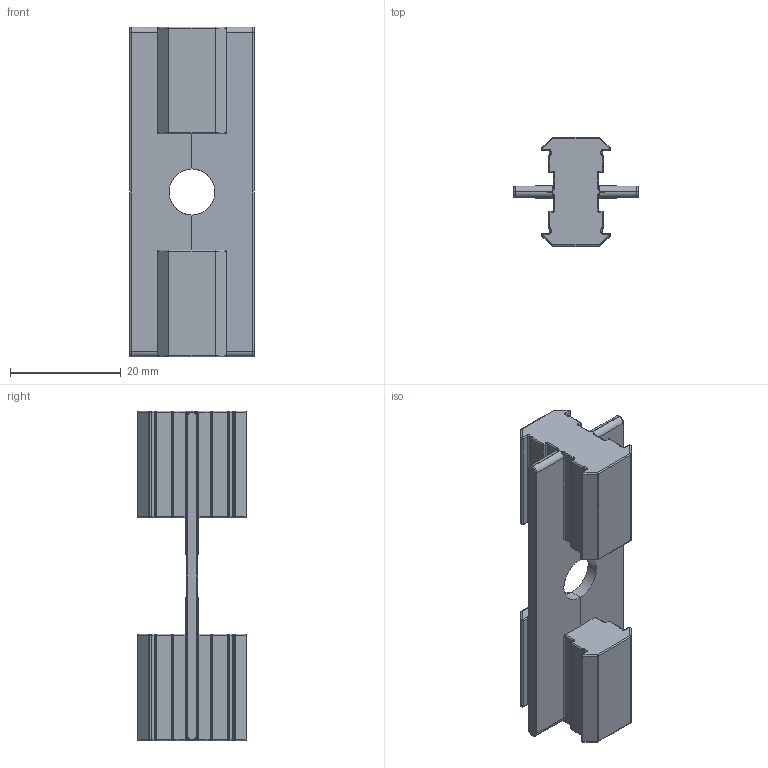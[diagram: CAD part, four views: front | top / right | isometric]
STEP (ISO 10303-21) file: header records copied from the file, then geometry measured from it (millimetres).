
FILE_DESCRIPTION (( 'STEP AP203' ), '1' );
FILE_NAME ('405513517_c_1.STEP', '2022-10-07T14:53:42', ( '' ), ( '' ), 'SwSTEP 2.0', 'SolidWorks 2014', '' );
FILE_SCHEMA (( 'CONFIG_CONTROL_DESIGN' ));
Length unit declared in the file: millimetre
Products named in the file (1): 405513517_c_1
Bounding box: 22.4 x 19.6 x 59.5 mm (x, y, z)
Volume: 9057.9 mm3; surface area: 5363.2 mm2
Topology: 1 solids, 1 shells, 454 faces, 1078 edges, 544 vertices
Faces by surface type: cylinder 210, bspline 172, plane 72
Entity records: 14912 total; most frequent: CARTESIAN_POINT 5617, ORIENTED_EDGE 1996, DIRECTION 1904, EDGE_CURVE 998, AXIS2_PLACEMENT_3D 741, VERTEX_POINT 544, CIRCLE 458, ADVANCED_FACE 454
